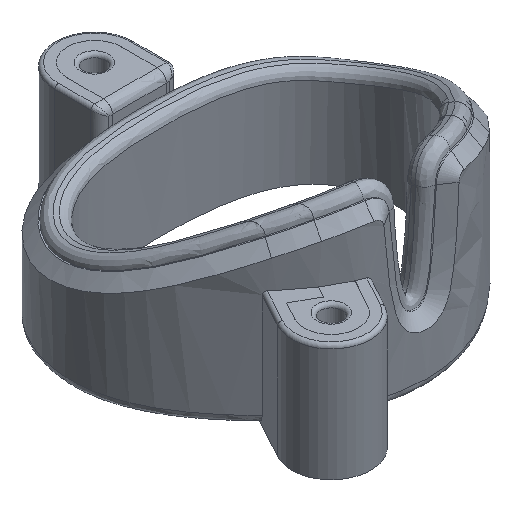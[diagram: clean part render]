
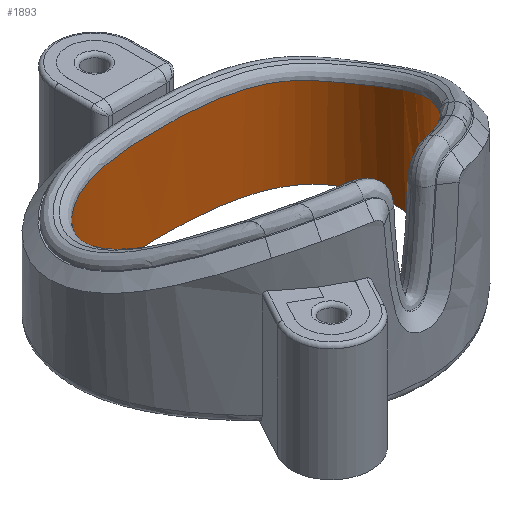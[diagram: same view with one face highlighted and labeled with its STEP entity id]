
A CAD part, isometric view. The second image highlights one B-rep face of the part: STEP entity #1893.
In plain terms, the highlighted free-form (B-spline) face has degree [3, 1] with [19, 2] control points.
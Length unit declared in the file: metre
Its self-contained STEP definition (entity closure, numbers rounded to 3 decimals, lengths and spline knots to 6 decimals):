
#154=B_SPLINE_CURVE_WITH_KNOTS('',3,(#2665,#2666,#2667,#2668,#2669,#2670,
#2671,#2672,#2673,#2674,#2675,#2676,#2677,#2678,#2679,#2680,#2681,#2682,
#2683,#2684,#2685,#2686,#2687,#2688,#2689,#2690),.UNSPECIFIED.,.F.,.F.,
(4,1,1,1,1,1,1,1,1,1,1,1,1,1,1,1,1,1,1,1,1,1,1,4),(0.,0.004171,
0.008343,0.010429,0.012514,0.0146,
0.016686,0.018772,0.020857,0.022943,
0.025029,0.0292,0.033372,0.037543,
0.041714,0.0438,0.045886,0.047972,
0.050057,0.052143,0.054229,0.0584,
0.062572,0.066743),.UNSPECIFIED.);
#155=B_SPLINE_CURVE_WITH_KNOTS('',3,(#2694,#2695,#2696,#2697,#2698,#2699,
#2700,#2701,#2702,#2703,#2704,#2705,#2706),.UNSPECIFIED.,.T.,.F.,(1,3,1,
1,1,1,1,1,1,1,1,3,1),(-0.121596,0.,0.121596,0.217986,
0.314376,0.413244,0.5,0.586756,0.685624,
0.782014,0.878404,1.,1.121596),.UNSPECIFIED.);
#300=ORIENTED_EDGE('',*,*,#902,.F.);
#301=ORIENTED_EDGE('',*,*,#903,.T.);
#302=ORIENTED_EDGE('',*,*,#904,.T.);
#303=ORIENTED_EDGE('',*,*,#905,.F.);
#902=EDGE_CURVE('',#1203,#1204,#1389,.T.);
#903=EDGE_CURVE('',#1203,#1205,#154,.T.);
#904=EDGE_CURVE('',#1205,#1206,#1390,.T.);
#905=EDGE_CURVE('',#1204,#1206,#155,.T.);
#1203=VERTEX_POINT('',#2663);
#1204=VERTEX_POINT('',#2664);
#1205=VERTEX_POINT('',#2691);
#1206=VERTEX_POINT('',#2693);
#1389=LINE('',#2662,#1495);
#1390=LINE('',#2692,#1496);
#1495=VECTOR('',#2168,1.);
#1496=VECTOR('',#2169,1.);
#1600=EDGE_LOOP('',(#300,#301,#302,#303));
#1729=FACE_BOUND('',#1600,.T.);
#1858=B_SPLINE_SURFACE_WITH_KNOTS('',3,1,((#2624,#2625),(#2626,#2627),(#2628,
#2629),(#2630,#2631),(#2632,#2633),(#2634,#2635),(#2636,#2637),(#2638,#2639),
(#2640,#2641),(#2642,#2643),(#2644,#2645),(#2646,#2647),(#2648,#2649),(#2650,
#2651),(#2652,#2653),(#2654,#2655),(#2656,#2657),(#2658,#2659),(#2660,#2661)),
 .SURF_OF_LINEAR_EXTRUSION.,.F.,.F.,.F.,(4,1,1,1,1,1,1,1,1,1,1,1,1,1,1,
1,4),(2,2),(0.663729,0.705763,0.747797,0.78983,
0.831864,0.873898,0.915932,0.957966,
1.,1.042034,1.084068,1.126102,1.168136,
1.21017,1.252203,1.294237,1.336271),(0.,
1.),.UNSPECIFIED.);
#1893=ADVANCED_FACE('',(#1729),#1858,.T.);
#2168=DIRECTION('',(0.,0.,-1.));
#2169=DIRECTION('',(0.,0.,-1.));
#2624=CARTESIAN_POINT('',(0.0115,-0.004797,0.016102));
#2625=CARTESIAN_POINT('',(0.0115,-0.004797,0.));
#2626=CARTESIAN_POINT('',(0.012335,-0.003848,0.016102));
#2627=CARTESIAN_POINT('',(0.012335,-0.003848,0.));
#2628=CARTESIAN_POINT('',(0.013891,-0.001839,0.016102));
#2629=CARTESIAN_POINT('',(0.013891,-0.001839,0.));
#2630=CARTESIAN_POINT('',(0.015604,0.001396,0.016102));
#2631=CARTESIAN_POINT('',(0.015604,0.001396,0.));
#2632=CARTESIAN_POINT('',(0.016247,0.00491,0.016102));
#2633=CARTESIAN_POINT('',(0.016247,0.00491,0.));
#2634=CARTESIAN_POINT('',(0.015474,0.0086,0.016102));
#2635=CARTESIAN_POINT('',(0.015474,0.0086,0.));
#2636=CARTESIAN_POINT('',(0.013308,0.011753,0.016102));
#2637=CARTESIAN_POINT('',(0.013308,0.011753,0.));
#2638=CARTESIAN_POINT('',(0.009696,0.013657,0.016102));
#2639=CARTESIAN_POINT('',(0.009696,0.013657,0.));
#2640=CARTESIAN_POINT('',(0.005093,0.014541,0.016102));
#2641=CARTESIAN_POINT('',(0.005093,0.014541,0.));
#2642=CARTESIAN_POINT('',(0.,0.014735,0.016102));
#2643=CARTESIAN_POINT('',(0.,0.014735,0.));
#2644=CARTESIAN_POINT('',(-0.005093,0.014541,0.016102));
#2645=CARTESIAN_POINT('',(-0.005093,0.014541,0.));
#2646=CARTESIAN_POINT('',(-0.009696,0.013657,0.016102));
#2647=CARTESIAN_POINT('',(-0.009696,0.013657,0.));
#2648=CARTESIAN_POINT('',(-0.013308,0.011753,0.016102));
#2649=CARTESIAN_POINT('',(-0.013308,0.011753,0.));
#2650=CARTESIAN_POINT('',(-0.015474,0.0086,0.016102));
#2651=CARTESIAN_POINT('',(-0.015474,0.0086,0.));
#2652=CARTESIAN_POINT('',(-0.016247,0.00491,0.016102));
#2653=CARTESIAN_POINT('',(-0.016247,0.00491,0.));
#2654=CARTESIAN_POINT('',(-0.015604,0.001396,0.016102));
#2655=CARTESIAN_POINT('',(-0.015604,0.001396,0.));
#2656=CARTESIAN_POINT('',(-0.013891,-0.001839,0.016102));
#2657=CARTESIAN_POINT('',(-0.013891,-0.001839,0.));
#2658=CARTESIAN_POINT('',(-0.012335,-0.003848,0.016102));
#2659=CARTESIAN_POINT('',(-0.012335,-0.003848,0.));
#2660=CARTESIAN_POINT('',(-0.0115,-0.004797,0.016102));
#2661=CARTESIAN_POINT('',(-0.0115,-0.004797,0.));
#2662=CARTESIAN_POINT('',(0.0115,-0.004797,0.022));
#2663=CARTESIAN_POINT('',(0.0115,-0.004797,0.016006));
#2664=CARTESIAN_POINT('',(0.0115,-0.004797,0.));
#2665=CARTESIAN_POINT('',(0.0115,-0.004797,0.016006));
#2666=CARTESIAN_POINT('',(0.01234,-0.003843,0.015438));
#2667=CARTESIAN_POINT('',(0.013891,-0.001844,0.014268));
#2668=CARTESIAN_POINT('',(0.015366,0.000944,0.012777));
#2669=CARTESIAN_POINT('',(0.015982,0.003414,0.011657));
#2670=CARTESIAN_POINT('',(0.016061,0.005373,0.010898));
#2671=CARTESIAN_POINT('',(0.015727,0.007351,0.010312));
#2672=CARTESIAN_POINT('',(0.014954,0.009291,0.009952));
#2673=CARTESIAN_POINT('',(0.013737,0.011016,0.009931));
#2674=CARTESIAN_POINT('',(0.012128,0.012357,0.010099));
#2675=CARTESIAN_POINT('',(0.010246,0.013282,0.010248));
#2676=CARTESIAN_POINT('',(0.007609,0.0141,0.010382));
#2677=CARTESIAN_POINT('',(0.004134,0.014589,0.01046));
#2678=CARTESIAN_POINT('',(0.000005,0.014711,0.010479));
#2679=CARTESIAN_POINT('',(-0.004135,0.014587,0.01046));
#2680=CARTESIAN_POINT('',(-0.007587,0.014107,0.010383));
#2681=CARTESIAN_POINT('',(-0.010256,0.013278,0.010247));
#2682=CARTESIAN_POINT('',(-0.012107,0.012369,0.010101));
#2683=CARTESIAN_POINT('',(-0.013731,0.011025,0.009931));
#2684=CARTESIAN_POINT('',(-0.014949,0.009298,0.009952));
#2685=CARTESIAN_POINT('',(-0.01572,0.007375,0.010306));
#2686=CARTESIAN_POINT('',(-0.016178,0.004715,0.011093));
#2687=CARTESIAN_POINT('',(-0.015665,0.001485,0.012488));
#2688=CARTESIAN_POINT('',(-0.013889,-0.001841,0.014267));
#2689=CARTESIAN_POINT('',(-0.01234,-0.003842,0.015438));
#2690=CARTESIAN_POINT('',(-0.0115,-0.004797,0.016006));
#2691=CARTESIAN_POINT('',(-0.0115,-0.004797,0.016006));
#2692=CARTESIAN_POINT('',(-0.0115,-0.004797,0.022));
#2693=CARTESIAN_POINT('',(-0.0115,-0.004797,0.));
#2694=CARTESIAN_POINT('',(0.,0.01467,0.));
#2695=CARTESIAN_POINT('',(-0.004911,0.01467,0.));
#2696=CARTESIAN_POINT('',(-0.013716,0.013707,0.));
#2697=CARTESIAN_POINT('',(-0.017216,0.004042,0.));
#2698=CARTESIAN_POINT('',(-0.013106,-0.003544,0.));
#2699=CARTESIAN_POINT('',(-0.006815,-0.009636,0.));
#2700=CARTESIAN_POINT('',(0.,-0.011542,0.));
#2701=CARTESIAN_POINT('',(0.006815,-0.009636,0.));
#2702=CARTESIAN_POINT('',(0.013106,-0.003544,0.));
#2703=CARTESIAN_POINT('',(0.017216,0.004042,0.));
#2704=CARTESIAN_POINT('',(0.013716,0.013707,0.));
#2705=CARTESIAN_POINT('',(0.004911,0.01467,0.));
#2706=CARTESIAN_POINT('',(0.,0.01467,0.));
